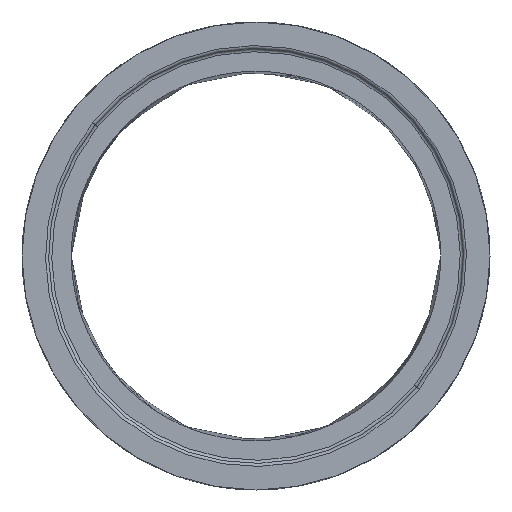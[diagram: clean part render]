
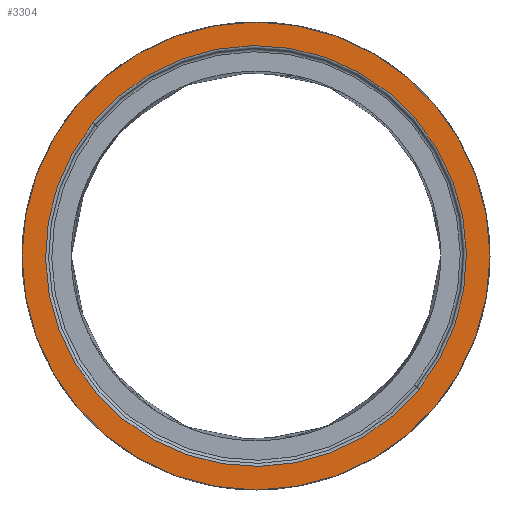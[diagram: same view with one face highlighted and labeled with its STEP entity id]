
A CAD part, front view. The second image highlights one B-rep face of the part: STEP entity #3304.
In plain terms, the highlighted face is planar.
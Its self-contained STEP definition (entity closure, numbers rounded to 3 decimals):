
#41 = EDGE_LOOP ( 'NONE', ( #12586, #14046 ) ) ;
#748 = AXIS2_PLACEMENT_3D ( 'NONE', #3655, #14502, #3979 ) ;
#1393 = DIRECTION ( 'NONE',  ( 0.775, 0.632, 0. ) ) ;
#1459 = DIRECTION ( 'NONE',  ( 1., 0., 0. ) ) ;
#1619 = CARTESIAN_POINT ( 'NONE',  ( 0., 0., -125. ) ) ;
#1846 = CIRCLE ( 'NONE', #9982, 683.5 ) ;
#2313 = ORIENTED_EDGE ( 'NONE', *, *, #7346, .F. ) ;
#2714 = CARTESIAN_POINT ( 'NONE',  ( 0., 0., -125. ) ) ;
#3084 = DIRECTION ( 'NONE',  ( 0., 0., 1. ) ) ;
#3304 = ADVANCED_FACE ( 'NONE', ( #5056, #4598 ), #18938, .F. ) ;
#3446 = AXIS2_PLACEMENT_3D ( 'NONE', #16124, #19715, #5606 ) ;
#3655 = CARTESIAN_POINT ( 'NONE',  ( 0., 0., -125. ) ) ;
#3979 = DIRECTION ( 'NONE',  ( 0.775, 0.632, 0. ) ) ;
#4220 = DIRECTION ( 'NONE',  ( 0., 0., 1. ) ) ;
#4329 = CARTESIAN_POINT ( 'NONE',  ( -760., 0., -125. ) ) ;
#4598 = FACE_OUTER_BOUND ( 'NONE', #12404, .T. ) ;
#5056 = FACE_BOUND ( 'NONE', #41, .T. ) ;
#5606 = DIRECTION ( 'NONE',  ( 1., 0., 0. ) ) ;
#6863 = EDGE_CURVE ( 'NONE', #19734, #19927, #16179, .T. ) ;
#7346 = EDGE_CURVE ( 'NONE', #19927, #19734, #13412, .T. ) ;
#7425 = CIRCLE ( 'NONE', #748, 683.5 ) ;
#8044 = DIRECTION ( 'NONE',  ( 1., 0., 0. ) ) ;
#9982 = AXIS2_PLACEMENT_3D ( 'NONE', #1619, #21047, #1393 ) ;
#10994 = AXIS2_PLACEMENT_3D ( 'NONE', #2714, #4220, #8044 ) ;
#12404 = EDGE_LOOP ( 'NONE', ( #12978, #2313 ) ) ;
#12586 = ORIENTED_EDGE ( 'NONE', *, *, #17784, .T. ) ;
#12978 = ORIENTED_EDGE ( 'NONE', *, *, #6863, .F. ) ;
#13412 = CIRCLE ( 'NONE', #3446, 760. ) ;
#13549 = CARTESIAN_POINT ( 'NONE',  ( 529.458, 432.257, -125. ) ) ;
#14046 = ORIENTED_EDGE ( 'NONE', *, *, #20472, .T. ) ;
#14502 = DIRECTION ( 'NONE',  ( 0., 0., 1. ) ) ;
#16124 = CARTESIAN_POINT ( 'NONE',  ( 0., 0., -125. ) ) ;
#16179 = CIRCLE ( 'NONE', #10994, 760. ) ;
#17784 = EDGE_CURVE ( 'NONE', #22358, #22682, #1846, .T. ) ;
#17842 = AXIS2_PLACEMENT_3D ( 'NONE', #22278, #3084, #1459 ) ;
#18938 = PLANE ( 'NONE',  #17842 ) ;
#19567 = CARTESIAN_POINT ( 'NONE',  ( -529.458, -432.257, -125. ) ) ;
#19715 = DIRECTION ( 'NONE',  ( 0., 0., 1. ) ) ;
#19734 = VERTEX_POINT ( 'NONE', #22738 ) ;
#19927 = VERTEX_POINT ( 'NONE', #4329 ) ;
#20472 = EDGE_CURVE ( 'NONE', #22682, #22358, #7425, .T. ) ;
#21047 = DIRECTION ( 'NONE',  ( 0., 0., 1. ) ) ;
#22278 = CARTESIAN_POINT ( 'NONE',  ( 0., 0., -125. ) ) ;
#22358 = VERTEX_POINT ( 'NONE', #13549 ) ;
#22682 = VERTEX_POINT ( 'NONE', #19567 ) ;
#22738 = CARTESIAN_POINT ( 'NONE',  ( 760., 0., -125. ) ) ;
